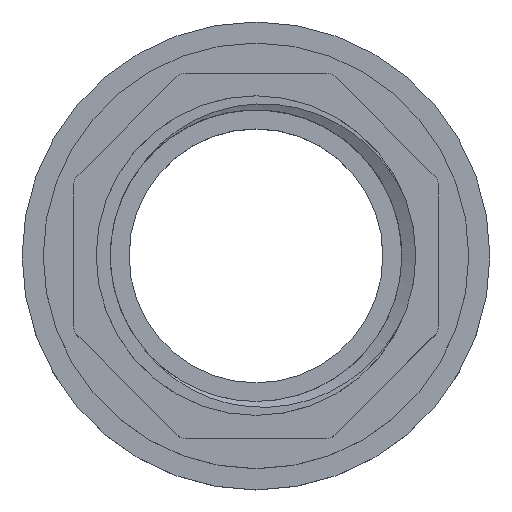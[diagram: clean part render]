
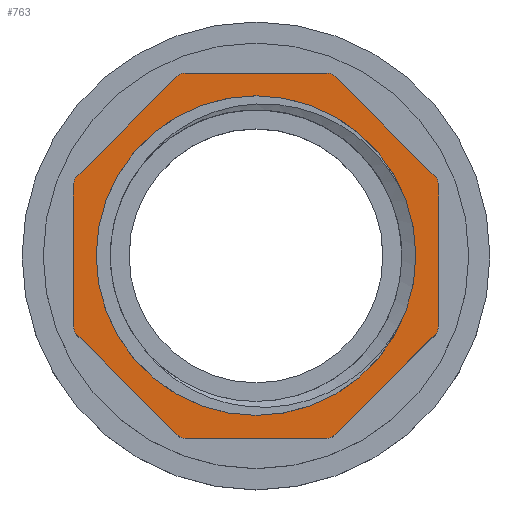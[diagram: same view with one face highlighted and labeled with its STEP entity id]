
A CAD part, top view. The second image highlights one B-rep face of the part: STEP entity #763.
In plain terms, the highlighted planar face has unit normal (0, 0, 1).
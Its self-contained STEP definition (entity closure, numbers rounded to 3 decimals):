
#20=FACE_BOUND('',#110,.T.);
#32=PLANE('',#832);
#63=FACE_OUTER_BOUND('',#109,.T.);
#109=EDGE_LOOP('',(#590,#591,#592,#593,#594,#595,#596,#597,#598,#599,#600,
#601,#602,#603,#604,#605));
#110=EDGE_LOOP('',(#606));
#130=CIRCLE('',#804,13.221);
#139=CIRCLE('',#833,1.);
#140=CIRCLE('',#834,1.);
#141=CIRCLE('',#835,1.);
#142=CIRCLE('',#836,1.);
#143=CIRCLE('',#837,1.);
#144=CIRCLE('',#838,1.);
#145=CIRCLE('',#839,1.);
#146=CIRCLE('',#840,1.);
#211=LINE('',#4035,#261);
#215=LINE('',#4044,#265);
#219=LINE('',#4053,#269);
#223=LINE('',#4062,#273);
#225=LINE('',#4067,#275);
#231=LINE('',#4080,#281);
#235=LINE('',#4089,#285);
#237=LINE('',#4098,#287);
#261=VECTOR('',#950,1.);
#265=VECTOR('',#956,1.);
#269=VECTOR('',#962,1.);
#273=VECTOR('',#968,1.);
#275=VECTOR('',#972,1.);
#281=VECTOR('',#980,1.);
#285=VECTOR('',#986,1.);
#287=VECTOR('',#998,1.);
#313=VERTEX_POINT('',#2278);
#337=VERTEX_POINT('',#4032);
#338=VERTEX_POINT('',#4034);
#341=VERTEX_POINT('',#4041);
#342=VERTEX_POINT('',#4043);
#345=VERTEX_POINT('',#4050);
#346=VERTEX_POINT('',#4052);
#349=VERTEX_POINT('',#4059);
#350=VERTEX_POINT('',#4061);
#351=VERTEX_POINT('',#4065);
#352=VERTEX_POINT('',#4066);
#357=VERTEX_POINT('',#4077);
#358=VERTEX_POINT('',#4079);
#361=VERTEX_POINT('',#4086);
#362=VERTEX_POINT('',#4088);
#363=VERTEX_POINT('',#4095);
#364=VERTEX_POINT('',#4097);
#394=EDGE_CURVE('',#313,#313,#130,.T.);
#429=EDGE_CURVE('',#338,#337,#211,.T.);
#433=EDGE_CURVE('',#342,#341,#215,.T.);
#437=EDGE_CURVE('',#346,#345,#219,.T.);
#441=EDGE_CURVE('',#350,#349,#223,.T.);
#443=EDGE_CURVE('',#351,#352,#225,.T.);
#449=EDGE_CURVE('',#358,#357,#231,.T.);
#453=EDGE_CURVE('',#362,#361,#235,.T.);
#455=EDGE_CURVE('',#349,#351,#139,.T.);
#456=EDGE_CURVE('',#352,#358,#140,.T.);
#457=EDGE_CURVE('',#357,#362,#141,.T.);
#458=EDGE_CURVE('',#361,#363,#142,.T.);
#459=EDGE_CURVE('',#363,#364,#237,.T.);
#460=EDGE_CURVE('',#364,#338,#143,.T.);
#461=EDGE_CURVE('',#337,#342,#144,.T.);
#462=EDGE_CURVE('',#341,#346,#145,.T.);
#463=EDGE_CURVE('',#345,#350,#146,.T.);
#590=ORIENTED_EDGE('',*,*,#441,.T.);
#591=ORIENTED_EDGE('',*,*,#455,.T.);
#592=ORIENTED_EDGE('',*,*,#443,.T.);
#593=ORIENTED_EDGE('',*,*,#456,.T.);
#594=ORIENTED_EDGE('',*,*,#449,.T.);
#595=ORIENTED_EDGE('',*,*,#457,.T.);
#596=ORIENTED_EDGE('',*,*,#453,.T.);
#597=ORIENTED_EDGE('',*,*,#458,.T.);
#598=ORIENTED_EDGE('',*,*,#459,.T.);
#599=ORIENTED_EDGE('',*,*,#460,.T.);
#600=ORIENTED_EDGE('',*,*,#429,.T.);
#601=ORIENTED_EDGE('',*,*,#461,.T.);
#602=ORIENTED_EDGE('',*,*,#433,.T.);
#603=ORIENTED_EDGE('',*,*,#462,.T.);
#604=ORIENTED_EDGE('',*,*,#437,.T.);
#605=ORIENTED_EDGE('',*,*,#463,.T.);
#606=ORIENTED_EDGE('',*,*,#394,.T.);
#763=ADVANCED_FACE('',(#63,#20),#32,.F.);
#804=AXIS2_PLACEMENT_3D('',#2280,#895,#896);
#832=AXIS2_PLACEMENT_3D('',#4091,#988,#989);
#833=AXIS2_PLACEMENT_3D('',#4092,#990,#991);
#834=AXIS2_PLACEMENT_3D('',#4093,#992,#993);
#835=AXIS2_PLACEMENT_3D('',#4094,#994,#995);
#836=AXIS2_PLACEMENT_3D('',#4096,#996,#997);
#837=AXIS2_PLACEMENT_3D('',#4099,#999,#1000);
#838=AXIS2_PLACEMENT_3D('',#4100,#1001,#1002);
#839=AXIS2_PLACEMENT_3D('',#4101,#1003,#1004);
#840=AXIS2_PLACEMENT_3D('',#4102,#1005,#1006);
#895=DIRECTION('center_axis',(0.,0.,-1.));
#896=DIRECTION('ref_axis',(1.,0.,0.));
#950=DIRECTION('',(-0.707,0.707,0.));
#956=DIRECTION('',(-1.,0.,0.));
#962=DIRECTION('',(-0.707,-0.707,0.));
#968=DIRECTION('',(0.,-1.,0.));
#972=DIRECTION('',(0.707,-0.707,0.));
#980=DIRECTION('',(1.,0.,0.));
#986=DIRECTION('',(0.707,0.707,0.));
#988=DIRECTION('center_axis',(0.,0.,-1.));
#989=DIRECTION('ref_axis',(0.,1.,0.));
#990=DIRECTION('center_axis',(0.,0.,1.));
#991=DIRECTION('ref_axis',(0.,1.,0.));
#992=DIRECTION('center_axis',(0.,0.,1.));
#993=DIRECTION('ref_axis',(0.,1.,0.));
#994=DIRECTION('center_axis',(0.,0.,1.));
#995=DIRECTION('ref_axis',(0.,1.,0.));
#996=DIRECTION('center_axis',(0.,0.,1.));
#997=DIRECTION('ref_axis',(0.,1.,0.));
#998=DIRECTION('',(0.,1.,0.));
#999=DIRECTION('center_axis',(0.,0.,1.));
#1000=DIRECTION('ref_axis',(0.,1.,0.));
#1001=DIRECTION('center_axis',(0.,0.,1.));
#1002=DIRECTION('ref_axis',(0.,1.,0.));
#1003=DIRECTION('center_axis',(0.,0.,1.));
#1004=DIRECTION('ref_axis',(0.,1.,0.));
#1005=DIRECTION('center_axis',(0.,0.,1.));
#1006=DIRECTION('ref_axis',(0.,1.,0.));
#2278=CARTESIAN_POINT('',(-13.221,0.,21.7));
#2280=CARTESIAN_POINT('Origin',(0.,0.,21.7));
#4032=CARTESIAN_POINT('',(6.548,14.807,21.7));
#4034=CARTESIAN_POINT('',(14.807,6.548,21.7));
#4035=CARTESIAN_POINT('',(15.1,6.255,21.7));
#4041=CARTESIAN_POINT('',(-5.84,15.1,21.7));
#4043=CARTESIAN_POINT('',(5.84,15.1,21.7));
#4044=CARTESIAN_POINT('',(6.255,15.1,21.7));
#4050=CARTESIAN_POINT('',(-14.807,6.548,21.7));
#4052=CARTESIAN_POINT('',(-6.548,14.807,21.7));
#4053=CARTESIAN_POINT('',(-6.255,15.1,21.7));
#4059=CARTESIAN_POINT('',(-15.1,-5.84,21.7));
#4061=CARTESIAN_POINT('',(-15.1,5.84,21.7));
#4062=CARTESIAN_POINT('',(-15.1,6.255,21.7));
#4065=CARTESIAN_POINT('',(-14.807,-6.548,21.7));
#4066=CARTESIAN_POINT('',(-6.548,-14.807,21.7));
#4067=CARTESIAN_POINT('',(-15.1,-6.255,21.7));
#4077=CARTESIAN_POINT('',(5.84,-15.1,21.7));
#4079=CARTESIAN_POINT('',(-5.84,-15.1,21.7));
#4080=CARTESIAN_POINT('',(-6.255,-15.1,21.7));
#4086=CARTESIAN_POINT('',(14.807,-6.548,21.7));
#4088=CARTESIAN_POINT('',(6.548,-14.807,21.7));
#4089=CARTESIAN_POINT('',(6.255,-15.1,21.7));
#4091=CARTESIAN_POINT('Origin',(-13.221,0.,
21.7));
#4092=CARTESIAN_POINT('Origin',(-14.1,-5.84,21.7));
#4093=CARTESIAN_POINT('Origin',(-5.84,-14.1,21.7));
#4094=CARTESIAN_POINT('Origin',(5.84,-14.1,21.7));
#4095=CARTESIAN_POINT('',(15.1,-5.84,21.7));
#4096=CARTESIAN_POINT('Origin',(14.1,-5.84,21.7));
#4097=CARTESIAN_POINT('',(15.1,5.84,21.7));
#4098=CARTESIAN_POINT('',(15.1,-6.255,21.7));
#4099=CARTESIAN_POINT('Origin',(14.1,5.84,21.7));
#4100=CARTESIAN_POINT('Origin',(5.84,14.1,21.7));
#4101=CARTESIAN_POINT('Origin',(-5.84,14.1,21.7));
#4102=CARTESIAN_POINT('Origin',(-14.1,5.84,21.7));
